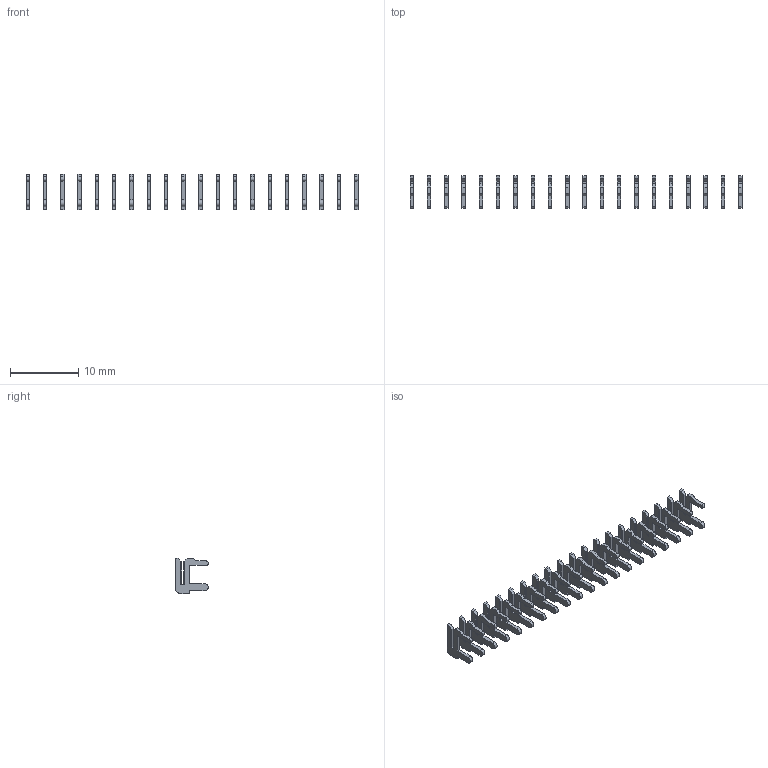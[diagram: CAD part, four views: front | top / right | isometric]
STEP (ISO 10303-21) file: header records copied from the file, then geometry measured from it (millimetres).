
FILE_DESCRIPTION (( 'STEP AP203' ), '1' );
FILE_NAME ('105-020-208-100.STEP', '2020-04-07T22:57:54', ( '' ), ( '' ), 'SwSTEP 2.0', 'SolidWorks 2016', '' );
FILE_SCHEMA (( 'CONFIG_CONTROL_DESIGN' ));
Length unit declared in the file: inch
Products named in the file (2): 100-290-001_100-290-208; 105-020-208-100
Assembly tree (20 placements, depth 2):
  105-020-208-100
    100-290-001_100-290-208  x20
Bounding box: 48.77 x 4.83 x 5.17 mm (x, y, z)
Volume: 137.6 mm3; surface area: 849.9 mm2
Topology: 20 solids, 20 shells, 500 faces, 1380 edges, 920 vertices
Faces by surface type: plane 440, cylinder 60
Entity records: 1597 total; most frequent: DIRECTION 171, CARTESIAN_POINT 163, ORIENTED_EDGE 138, EDGE_CURVE 69, VECTOR 63, LINE 63, AXIS2_PLACEMENT_3D 54, COORDINATED_UNIVERSAL_TIME_OFFSET 50
